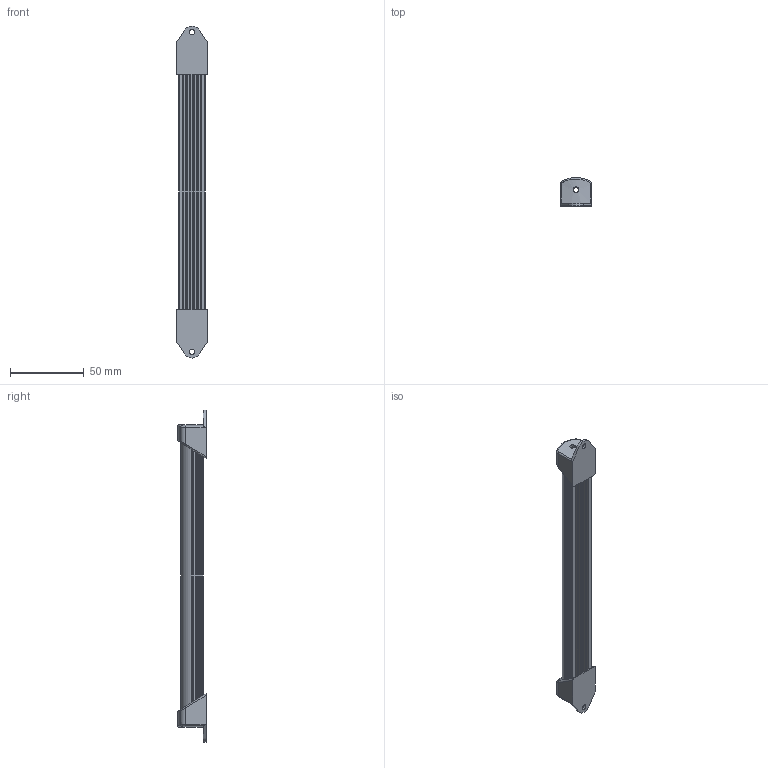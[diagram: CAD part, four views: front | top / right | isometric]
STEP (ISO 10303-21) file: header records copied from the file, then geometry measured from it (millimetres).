
FILE_DESCRIPTION((''),'2;1');
FILE_NAME('AP012_ASM','2020-08-27T',('Administrator'),(''),'PRO/ENGINEER BY PARAMETRIC TECHNOLOGY CORPORATION, 2011310','PRO/ENGINEER BY PARAMETRIC TECHNOLOGY CORPORATION, 2011310','');
FILE_SCHEMA(('AUTOMOTIVE_DESIGN_CC2 { 1 2 10303 214 -1 1 5 2 }'));
Length unit declared in the file: millimetre
Products named in the file (4): AP012-BASE; AP012-DIFFUSE; AP013-ENDCAP; AP012_ASM
Assembly tree (4 placements, depth 2):
  AP012_ASM
    AP012-BASE
    AP012-DIFFUSE
    AP013-ENDCAP  x2
Bounding box: 21.7 x 19.19 x 225.8 mm (x, y, z)
Volume: 16238.7 mm3; surface area: 41538.3 mm2
Topology: 4 solids, 4 shells, 241 faces, 677 edges, 446 vertices
Faces by surface type: cylinder 122, plane 107, bspline 12
Entity records: 9076 total; most frequent: CARTESIAN_POINT 1707, ORIENTED_EDGE 1178, DIRECTION 1165, PRESENTATION_STYLE_ASSIGNMENT 592, STYLED_ITEM 592, CURVE_STYLE 589, EDGE_CURVE 589, AXIS2_PLACEMENT_3D 396
